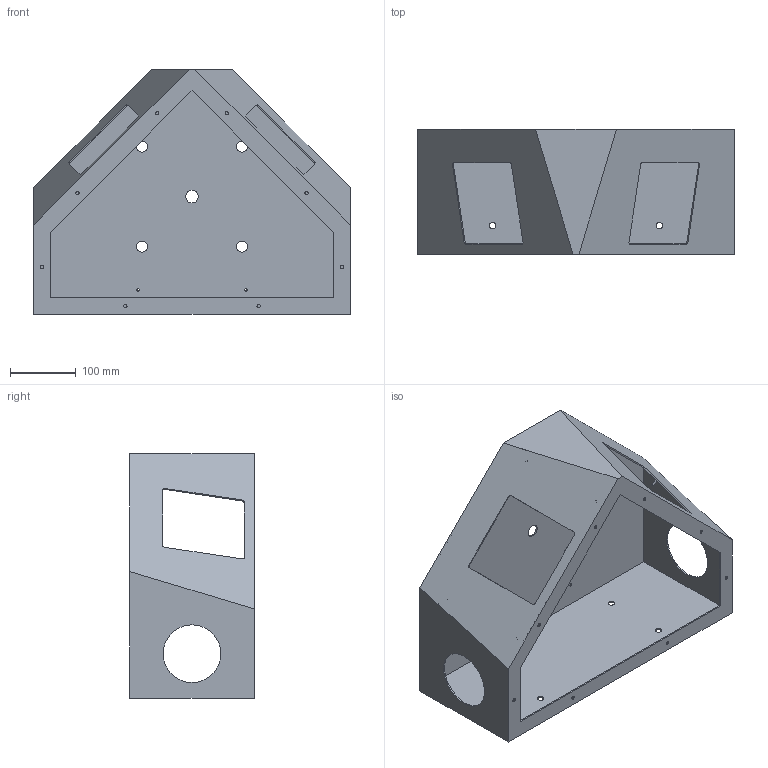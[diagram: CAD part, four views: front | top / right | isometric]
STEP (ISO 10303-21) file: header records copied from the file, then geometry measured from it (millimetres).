
FILE_DESCRIPTION(/* description */ (''),/* implementation_level */ '2;1');
FILE_NAME(/* name */ 'Medium Antenna Dual PAAM v14 Main Box.step',/* time_stamp */ '2022-02-09T11:53:57-05:00',/* author */ (''),/* organization */ (''),/* preprocessor_version */ 'ST-DEVELOPER v18.1',/* originating_system */ 'Autodesk Translation Framework v10.10.0.1391',/* authorisation */ '');
FILE_SCHEMA (('AUTOMOTIVE_DESIGN { 1 0 10303 214 3 1 1 }'));
Length unit declared in the file: inch
Products named in the file (1): Medium Antenna Dual PAAM
Bounding box: 482.6 x 190.5 x 373.06 mm (x, y, z)
Volume: 835550.5 mm3; surface area: 829573.2 mm2
Topology: 1 solids, 1 shells, 78 faces, 198 edges, 132 vertices
Faces by surface type: cylinder 41, plane 37
Full cylindrical faces by diameter (mm): 3.505 x8, 4.064 x6, 5.08 x8, 10.084 x4, 17.018 x4, 19.05 x1, 87.884 x2
Entity records: 2516 total; most frequent: DIRECTION 438, CARTESIAN_POINT 409, ORIENTED_EDGE 396, EDGE_CURVE 198, AXIS2_PLACEMENT_3D 161, EDGE_LOOP 142, VERTEX_POINT 132, LINE 116
